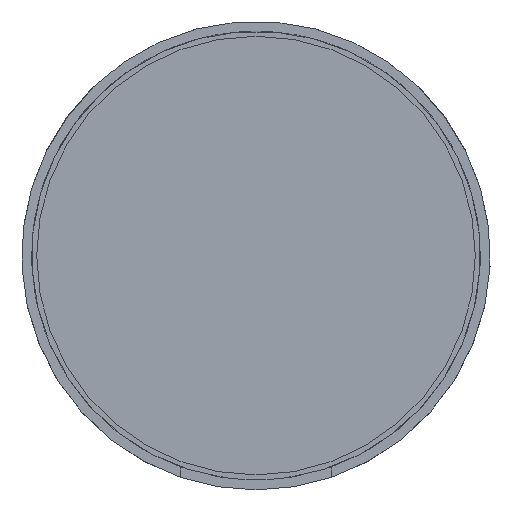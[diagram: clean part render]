
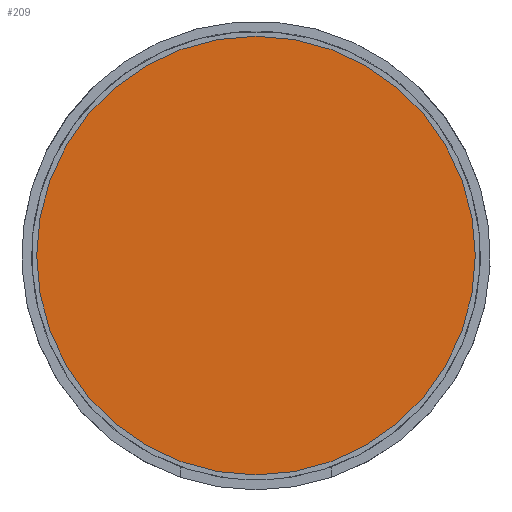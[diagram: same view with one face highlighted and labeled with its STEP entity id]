
A CAD part, front view. The second image highlights one B-rep face of the part: STEP entity #209.
In plain terms, the highlighted planar face has unit normal (0, -1, 0).
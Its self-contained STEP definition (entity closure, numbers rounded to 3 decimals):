
#19 = DIRECTION ( 'NONE',  ( 0., 0., 1. ) ) ;
#28 = CARTESIAN_POINT ( 'NONE',  ( 0., 2., 0. ) ) ;
#60 = CARTESIAN_POINT ( 'NONE',  ( 0., 2., 44. ) ) ;
#62 = DIRECTION ( 'NONE',  ( 0., 1., 0. ) ) ;
#67 = CARTESIAN_POINT ( 'NONE',  ( 0., 2., 44. ) ) ;
#76 = DIRECTION ( 'NONE',  ( 0., 0., -1. ) ) ;
#79 = DIRECTION ( 'NONE',  ( 0., -1., 0. ) ) ;
#129 = PLANE ( 'NONE',  #154 ) ;
#154 = AXIS2_PLACEMENT_3D ( 'NONE', #67, #79, #76 ) ;
#172 = EDGE_CURVE ( 'NONE', #329, #329, #294, .T. ) ;
#187 = AXIS2_PLACEMENT_3D ( 'NONE', #28, #62, #19 ) ;
#209 = ADVANCED_FACE ( 'NONE', ( #280 ), #129, .T. ) ;
#245 = EDGE_LOOP ( 'NONE', ( #319 ) ) ;
#280 = FACE_OUTER_BOUND ( 'NONE', #245, .T. ) ;
#294 = CIRCLE ( 'NONE', #187, 44. ) ;
#319 = ORIENTED_EDGE ( 'NONE', *, *, #172, .F. ) ;
#329 = VERTEX_POINT ( 'NONE', #60 ) ;
